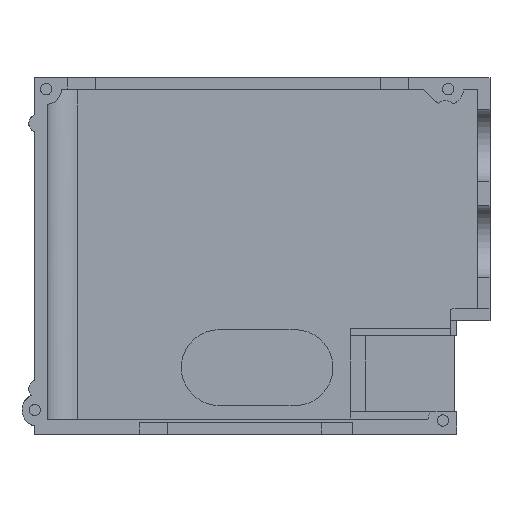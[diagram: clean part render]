
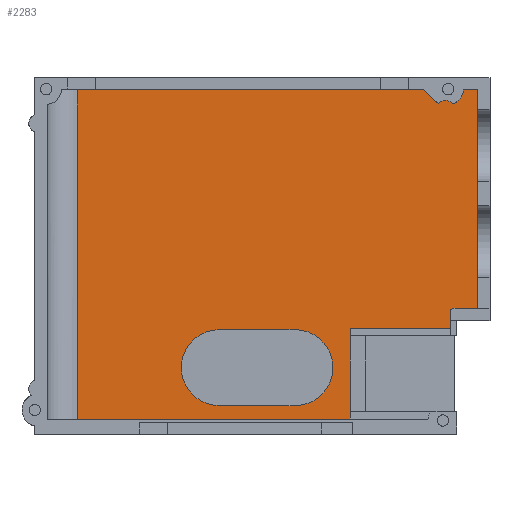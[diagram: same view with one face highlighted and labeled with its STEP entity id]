
A CAD part, top view. The second image highlights one B-rep face of the part: STEP entity #2283.
In plain terms, the highlighted planar face has unit normal (0, 0, 1).
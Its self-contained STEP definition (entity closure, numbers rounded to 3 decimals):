
#49=FACE_BOUND('',#237,.T.);
#67=CIRCLE('',#2422,2.);
#68=CIRCLE('',#2423,1.1);
#69=CIRCLE('',#2424,5.);
#70=CIRCLE('',#2425,5.);
#108=FACE_OUTER_BOUND('',#236,.T.);
#236=EDGE_LOOP('',(#1648,#1649,#1650,#1651,#1652,#1653,#1654,#1655,#1656,
#1657,#1658,#1659,#1660));
#237=EDGE_LOOP('',(#1661,#1662,#1663,#1664));
#468=LINE('',#3404,#766);
#469=LINE('',#3406,#767);
#470=LINE('',#3408,#768);
#471=LINE('',#3410,#769);
#472=LINE('',#3412,#770);
#473=LINE('',#3414,#771);
#474=LINE('',#3416,#772);
#475=LINE('',#3422,#773);
#476=LINE('',#3424,#774);
#477=LINE('',#3426,#775);
#478=LINE('',#3427,#776);
#479=LINE('',#3430,#777);
#480=LINE('',#3434,#778);
#766=VECTOR('',#2713,10.);
#767=VECTOR('',#2714,10.);
#768=VECTOR('',#2715,10.);
#769=VECTOR('',#2716,10.);
#770=VECTOR('',#2717,10.);
#771=VECTOR('',#2718,10.);
#772=VECTOR('',#2719,10.);
#773=VECTOR('',#2724,10.);
#774=VECTOR('',#2725,10.);
#775=VECTOR('',#2726,10.);
#776=VECTOR('',#2727,10.);
#777=VECTOR('',#2728,10.);
#778=VECTOR('',#2731,10.);
#1053=VERTEX_POINT('',#3402);
#1054=VERTEX_POINT('',#3403);
#1055=VERTEX_POINT('',#3405);
#1056=VERTEX_POINT('',#3407);
#1057=VERTEX_POINT('',#3409);
#1058=VERTEX_POINT('',#3411);
#1059=VERTEX_POINT('',#3413);
#1060=VERTEX_POINT('',#3415);
#1061=VERTEX_POINT('',#3417);
#1062=VERTEX_POINT('',#3419);
#1063=VERTEX_POINT('',#3421);
#1064=VERTEX_POINT('',#3423);
#1065=VERTEX_POINT('',#3425);
#1066=VERTEX_POINT('',#3428);
#1067=VERTEX_POINT('',#3429);
#1068=VERTEX_POINT('',#3431);
#1069=VERTEX_POINT('',#3433);
#1288=EDGE_CURVE('',#1053,#1054,#468,.T.);
#1289=EDGE_CURVE('',#1054,#1055,#469,.T.);
#1290=EDGE_CURVE('',#1055,#1056,#470,.T.);
#1291=EDGE_CURVE('',#1057,#1056,#471,.T.);
#1292=EDGE_CURVE('',#1057,#1058,#472,.T.);
#1293=EDGE_CURVE('',#1059,#1058,#473,.T.);
#1294=EDGE_CURVE('',#1060,#1059,#474,.T.);
#1295=EDGE_CURVE('',#1061,#1060,#67,.T.);
#1296=EDGE_CURVE('',#1062,#1061,#68,.F.);
#1297=EDGE_CURVE('',#1063,#1062,#475,.T.);
#1298=EDGE_CURVE('',#1064,#1063,#476,.T.);
#1299=EDGE_CURVE('',#1065,#1064,#477,.T.);
#1300=EDGE_CURVE('',#1053,#1065,#478,.T.);
#1301=EDGE_CURVE('',#1066,#1067,#479,.T.);
#1302=EDGE_CURVE('',#1067,#1068,#69,.T.);
#1303=EDGE_CURVE('',#1068,#1069,#480,.T.);
#1304=EDGE_CURVE('',#1069,#1066,#70,.T.);
#1648=ORIENTED_EDGE('',*,*,#1288,.T.);
#1649=ORIENTED_EDGE('',*,*,#1289,.T.);
#1650=ORIENTED_EDGE('',*,*,#1290,.T.);
#1651=ORIENTED_EDGE('',*,*,#1291,.F.);
#1652=ORIENTED_EDGE('',*,*,#1292,.T.);
#1653=ORIENTED_EDGE('',*,*,#1293,.F.);
#1654=ORIENTED_EDGE('',*,*,#1294,.F.);
#1655=ORIENTED_EDGE('',*,*,#1295,.F.);
#1656=ORIENTED_EDGE('',*,*,#1296,.F.);
#1657=ORIENTED_EDGE('',*,*,#1297,.F.);
#1658=ORIENTED_EDGE('',*,*,#1298,.F.);
#1659=ORIENTED_EDGE('',*,*,#1299,.F.);
#1660=ORIENTED_EDGE('',*,*,#1300,.F.);
#1661=ORIENTED_EDGE('',*,*,#1301,.T.);
#1662=ORIENTED_EDGE('',*,*,#1302,.T.);
#1663=ORIENTED_EDGE('',*,*,#1303,.T.);
#1664=ORIENTED_EDGE('',*,*,#1304,.T.);
#2180=PLANE('',#2421);
#2283=ADVANCED_FACE('',(#108,#49),#2180,.T.);
#2421=AXIS2_PLACEMENT_3D('',#3401,#2711,#2712);
#2422=AXIS2_PLACEMENT_3D('',#3418,#2720,#2721);
#2423=AXIS2_PLACEMENT_3D('',#3420,#2722,#2723);
#2424=AXIS2_PLACEMENT_3D('',#3432,#2729,#2730);
#2425=AXIS2_PLACEMENT_3D('',#3435,#2732,#2733);
#2711=DIRECTION('center_axis',(0.,0.,1.));
#2712=DIRECTION('ref_axis',(1.,0.,0.));
#2713=DIRECTION('',(0.,1.,0.));
#2714=DIRECTION('',(1.,0.,0.));
#2715=DIRECTION('',(0.,1.,0.));
#2716=DIRECTION('',(-0.97,-0.243,0.));
#2717=DIRECTION('',(1.,0.,0.));
#2718=DIRECTION('',(0.,-1.,0.));
#2719=DIRECTION('',(1.,0.,0.));
#2720=DIRECTION('center_axis',(0.,0.,1.));
#2721=DIRECTION('ref_axis',(0.999,-0.05,0.));
#2722=DIRECTION('center_axis',(0.,0.,1.));
#2723=DIRECTION('ref_axis',(-1.,0.,0.));
#2724=DIRECTION('',(0.736,-0.677,0.));
#2725=DIRECTION('',(1.,0.,0.));
#2726=DIRECTION('',(0.,1.,0.));
#2727=DIRECTION('',(-1.,0.,0.));
#2728=DIRECTION('',(1.,0.,0.));
#2729=DIRECTION('center_axis',(0.,0.,-1.));
#2730=DIRECTION('ref_axis',(0.,1.,0.));
#2731=DIRECTION('',(-1.,0.,0.));
#2732=DIRECTION('center_axis',(0.,0.,-1.));
#2733=DIRECTION('ref_axis',(0.,-1.,0.));
#3401=CARTESIAN_POINT('Origin',(2.7,0.,-17.5));
#3402=CARTESIAN_POINT('',(14.3,-21.5,-17.5));
#3403=CARTESIAN_POINT('',(14.3,-9.5,-17.5));
#3404=CARTESIAN_POINT('',(14.3,-10.25,-17.5));
#3405=CARTESIAN_POINT('',(27.5,-9.5,-17.5));
#3406=CARTESIAN_POINT('',(15.1,-9.5,-17.5));
#3407=CARTESIAN_POINT('',(27.5,-7.05,-17.5));
#3408=CARTESIAN_POINT('',(27.5,-4.25,-17.5));
#3409=CARTESIAN_POINT('',(28.1,-6.9,-17.5));
#3410=CARTESIAN_POINT('',(27.832,-6.967,-17.5));
#3411=CARTESIAN_POINT('',(31.1,-6.9,-17.5));
#3412=CARTESIAN_POINT('',(15.5,-6.9,-17.5));
#3413=CARTESIAN_POINT('',(31.1,21.9,-17.5));
#3414=CARTESIAN_POINT('',(31.1,9.675,-17.5));
#3415=CARTESIAN_POINT('',(29.197,21.9,-17.5));
#3416=CARTESIAN_POINT('',(16.9,21.9,-17.5));
#3417=CARTESIAN_POINT('',(27.702,20.064,-17.5));
#3418=CARTESIAN_POINT('Origin',(27.2,22.,-17.5));
#3419=CARTESIAN_POINT('',(25.898,20.064,-17.5));
#3420=CARTESIAN_POINT('Origin',(26.8,19.434,-17.5));
#3421=CARTESIAN_POINT('',(23.9,21.9,-17.5));
#3422=CARTESIAN_POINT('',(24.478,21.369,-17.5));
#3423=CARTESIAN_POINT('',(-21.7,21.9,-17.5));
#3424=CARTESIAN_POINT('',(14.3,21.9,-17.5));
#3425=CARTESIAN_POINT('',(-21.7,-21.5,-17.5));
#3426=CARTESIAN_POINT('',(-21.7,10.001,-17.5));
#3427=CARTESIAN_POINT('',(8.75,-21.5,-17.5));
#3428=CARTESIAN_POINT('',(-3.,-9.7,-17.5));
#3429=CARTESIAN_POINT('',(7.,-9.7,-17.5));
#3430=CARTESIAN_POINT('',(4.85,-9.7,-17.5));
#3431=CARTESIAN_POINT('',(7.,-19.7,-17.5));
#3432=CARTESIAN_POINT('Origin',(7.,-14.7,-17.5));
#3433=CARTESIAN_POINT('',(-3.,-19.7,-17.5));
#3434=CARTESIAN_POINT('',(-0.15,-19.7,-17.5));
#3435=CARTESIAN_POINT('Origin',(-3.,-14.7,-17.5));
